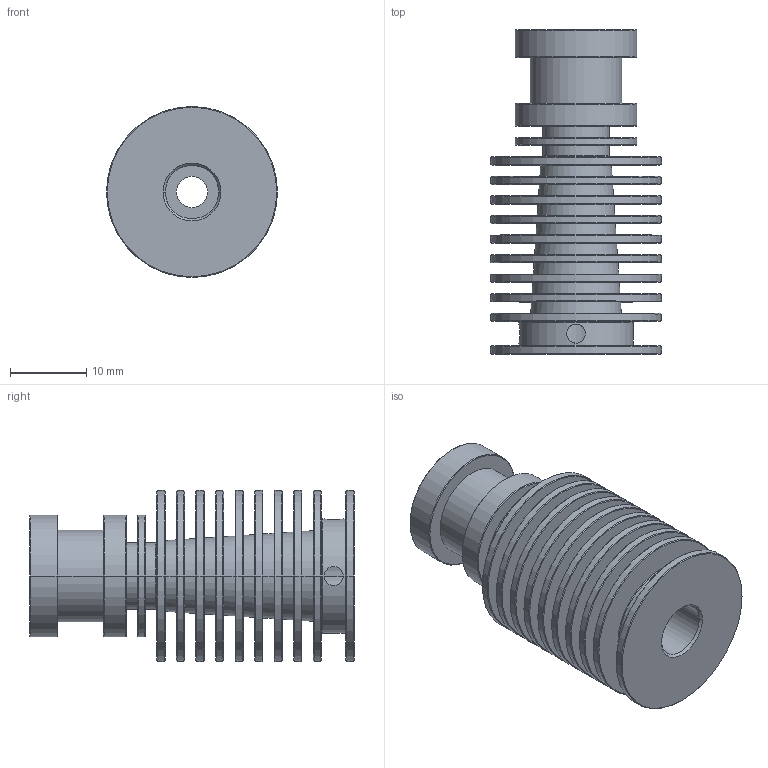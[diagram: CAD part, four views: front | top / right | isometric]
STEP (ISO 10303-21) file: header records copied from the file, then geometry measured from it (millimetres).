
FILE_DESCRIPTION (( 'STEP AP203' ), '1' );
FILE_NAME ('BZ3.001.00.03.02 冓儰僗闉 (02.12.24).STEP', '2024-12-02T15:21:34', ( '' ), ( '' ), 'SwSTEP 2.0', 'SolidWorks 2023', '' );
FILE_SCHEMA (( 'CONFIG_CONTROL_DESIGN' ));
Length unit declared in the file: millimetre
Products named in the file (1): BZ3.001.00.03.02 Радиатор (02.12.24)
Bounding box: 22.5 x 42.7 x 22.5 mm (x, y, z)
Volume: 7377.1 mm3; surface area: 9498.4 mm2
Topology: 1 solids, 1 shells, 149 faces, 308 edges, 184 vertices
Faces by surface type: cone 80, cylinder 42, plane 27
Entity records: 4171 total; most frequent: CARTESIAN_POINT 806, DIRECTION 768, ORIENTED_EDGE 616, AXIS2_PLACEMENT_3D 322, EDGE_CURVE 308, VERTEX_POINT 184, EDGE_LOOP 178, CIRCLE 172
